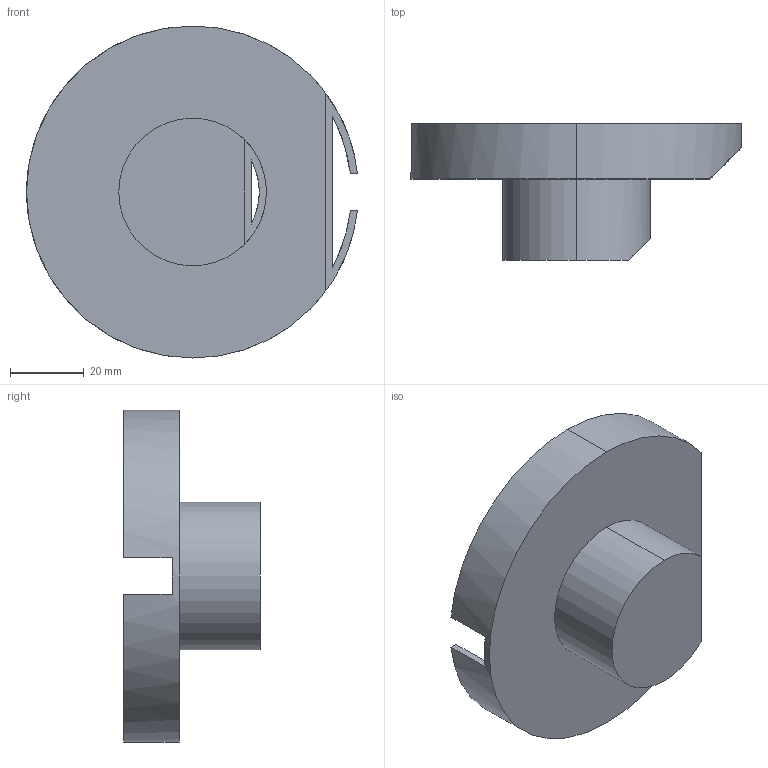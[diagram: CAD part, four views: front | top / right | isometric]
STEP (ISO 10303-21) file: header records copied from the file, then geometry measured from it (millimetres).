
FILE_DESCRIPTION (( 'STEP AP203' ), '1' );
FILE_NAME ('btle_66.STEP', '2025-08-10T06:53:26', ( '' ), ( '' ), 'SwSTEP 2.0', 'SolidWorks 2025', '' );
FILE_SCHEMA (( 'CONFIG_CONTROL_DESIGN' ));
Length unit declared in the file: millimetre
Products named in the file (1): btle_66
Bounding box: 89.72 x 37 x 90 mm (x, y, z)
Volume: 22466.3 mm3; surface area: 24571.9 mm2
Topology: 1 solids, 1 shells, 22 faces, 57 edges, 38 vertices
Faces by surface type: plane 12, cylinder 10
Entity records: 766 total; most frequent: CARTESIAN_POINT 136, DIRECTION 121, ORIENTED_EDGE 114, EDGE_CURVE 57, AXIS2_PLACEMENT_3D 47, VERTEX_POINT 38, LINE 27, VECTOR 27
